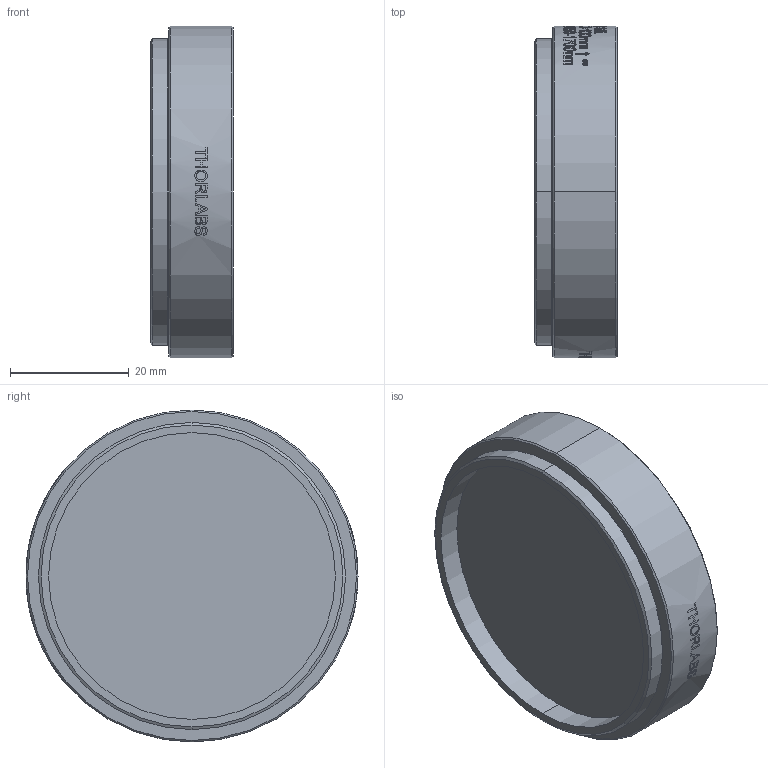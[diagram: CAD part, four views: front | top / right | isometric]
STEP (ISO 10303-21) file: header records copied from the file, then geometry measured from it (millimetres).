
FILE_DESCRIPTION (( 'STEP AP203' ), '1' );
FILE_NAME ('TTN039500-E0W.STEP', '2015-11-16T18:43:14', ( 'admin' ), ( '' ), 'SwSTEP 2.0', 'SolidWorks 2014', '' );
FILE_SCHEMA (( 'CONFIG_CONTROL_DESIGN' ));
Length unit declared in the file: inch
Products named in the file (1): TTN039500-E0W
Bounding box: 13.97 x 55.88 x 55.88 mm (x, y, z)
Volume: 18495.3 mm3; surface area: 11823.3 mm2
Topology: 3 solids, 3 shells, 149 faces, 824 edges, 775 vertices
Faces by surface type: cylinder 109, cone 22, plane 16, sphere 2
Entity records: 15940 total; most frequent: CARTESIAN_POINT 9443, ORIENTED_EDGE 1648, DIRECTION 969, EDGE_CURVE 824, VERTEX_POINT 775, B_SPLINE_CURVE_WITH_KNOTS 396, AXIS2_PLACEMENT_3D 391, EDGE_LOOP 247
